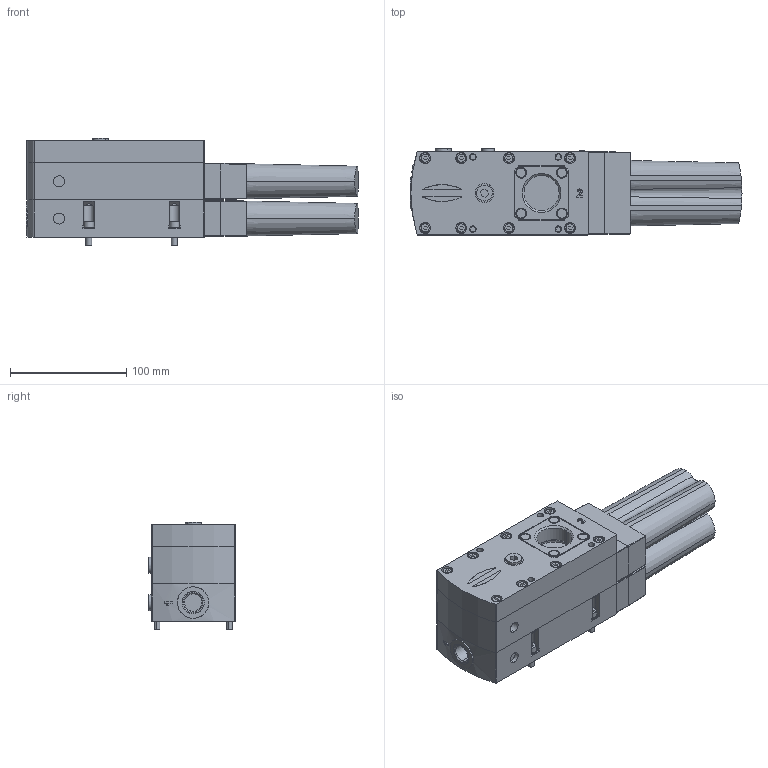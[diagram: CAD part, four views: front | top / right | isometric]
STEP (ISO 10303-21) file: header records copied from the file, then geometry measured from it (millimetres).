
FILE_DESCRIPTION (( 'STEP AP203' ), '1' );
FILE_NAME ('10.02.01.01598.step', '2021-04-14T12:35:43', ( '' ), ( '' ), 'SwSTEP 2.0', 'SolidWorks 2021', '' );
FILE_SCHEMA (( 'CONFIG_CONTROL_DESIGN' ));
Length unit declared in the file: millimetre
Products named in the file (1): 10.02.01.01598
Bounding box: 285.25 x 74 x 92.4 mm (x, y, z)
Volume: 1259506.8 mm3; surface area: 222770.9 mm2
Topology: 60 solids, 64 shells, 1115 faces, 2556 edges, 1677 vertices
Faces by surface type: plane 509, cylinder 491, cone 68, bspline 37, torus 10
Entity records: 36195 total; most frequent: CARTESIAN_POINT 10247, DIRECTION 5531, ORIENTED_EDGE 5112, EDGE_CURVE 2556, AXIS2_PLACEMENT_3D 2111, VERTEX_POINT 1677, EDGE_LOOP 1351, LINE 1309
